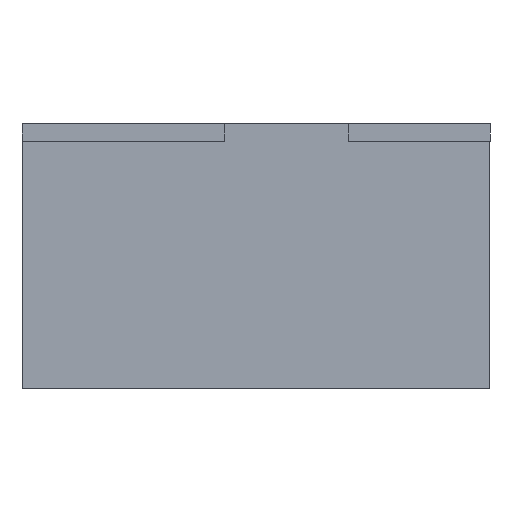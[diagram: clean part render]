
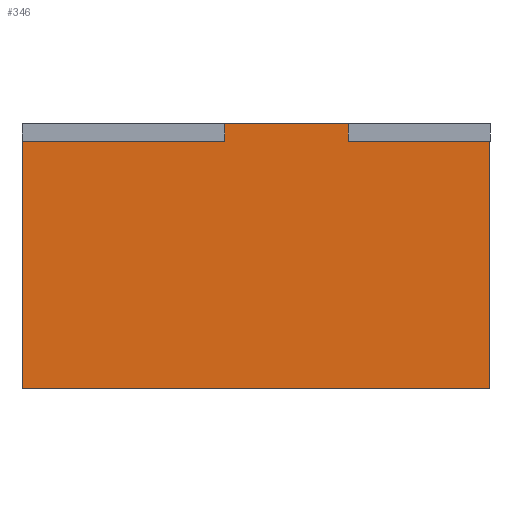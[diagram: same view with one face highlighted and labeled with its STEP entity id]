
A CAD part, front view. The second image highlights one B-rep face of the part: STEP entity #346.
In plain terms, the highlighted planar face has unit normal (0, -1, 0).
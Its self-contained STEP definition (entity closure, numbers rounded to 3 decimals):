
#20=FACE_OUTER_BOUND('',#38,.T.);
#38=EDGE_LOOP('',(#253,#254,#255,#256,#257,#258,#259,#260));
#60=LINE('',#500,#108);
#68=LINE('',#514,#116);
#70=LINE('',#518,#118);
#71=LINE('',#522,#119);
#72=LINE('',#523,#120);
#73=LINE('',#525,#121);
#74=LINE('',#527,#122);
#75=LINE('',#528,#123);
#108=VECTOR('',#408,10.);
#116=VECTOR('',#418,10.);
#118=VECTOR('',#422,10.);
#119=VECTOR('',#425,10.);
#120=VECTOR('',#426,10.);
#121=VECTOR('',#427,10.);
#122=VECTOR('',#428,10.);
#123=VECTOR('',#429,10.);
#155=VERTEX_POINT('',#497);
#156=VERTEX_POINT('',#499);
#161=VERTEX_POINT('',#512);
#162=VERTEX_POINT('',#516);
#163=VERTEX_POINT('',#520);
#164=VERTEX_POINT('',#521);
#165=VERTEX_POINT('',#524);
#166=VERTEX_POINT('',#526);
#188=EDGE_CURVE('',#155,#156,#60,.T.);
#196=EDGE_CURVE('',#161,#155,#68,.T.);
#198=EDGE_CURVE('',#162,#161,#70,.T.);
#199=EDGE_CURVE('',#163,#164,#71,.T.);
#200=EDGE_CURVE('',#156,#163,#72,.T.);
#201=EDGE_CURVE('',#165,#162,#73,.T.);
#202=EDGE_CURVE('',#166,#165,#74,.T.);
#203=EDGE_CURVE('',#164,#166,#75,.T.);
#253=ORIENTED_EDGE('',*,*,#199,.F.);
#254=ORIENTED_EDGE('',*,*,#200,.F.);
#255=ORIENTED_EDGE('',*,*,#188,.F.);
#256=ORIENTED_EDGE('',*,*,#196,.F.);
#257=ORIENTED_EDGE('',*,*,#198,.F.);
#258=ORIENTED_EDGE('',*,*,#201,.F.);
#259=ORIENTED_EDGE('',*,*,#202,.F.);
#260=ORIENTED_EDGE('',*,*,#203,.F.);
#328=PLANE('',#378);
#346=ADVANCED_FACE('',(#20),#328,.F.);
#378=AXIS2_PLACEMENT_3D('',#519,#423,#424);
#408=DIRECTION('',(0.,0.,-1.));
#418=DIRECTION('',(1.,0.,0.));
#422=DIRECTION('',(0.,0.,1.));
#423=DIRECTION('center_axis',(0.,1.,0.));
#424=DIRECTION('ref_axis',(0.,0.,1.));
#425=DIRECTION('',(0.,0.,-1.));
#426=DIRECTION('',(1.,0.,0.));
#427=DIRECTION('',(1.,0.,0.));
#428=DIRECTION('',(0.,0.,1.));
#429=DIRECTION('',(-1.,0.,0.));
#497=CARTESIAN_POINT('',(18.728,-8.441,0.));
#499=CARTESIAN_POINT('',(18.728,-8.441,-1.));
#500=CARTESIAN_POINT('',(18.728,-8.441,-1.));
#512=CARTESIAN_POINT('',(11.728,-8.441,0.));
#514=CARTESIAN_POINT('',(30.228,-8.441,0.));
#516=CARTESIAN_POINT('',(11.728,-8.441,-1.));
#518=CARTESIAN_POINT('',(11.728,-8.441,-1.));
#519=CARTESIAN_POINT('Origin',(40.228,-8.441,0.));
#520=CARTESIAN_POINT('',(26.749,-8.441,-1.));
#521=CARTESIAN_POINT('',(26.749,-8.441,-15.));
#522=CARTESIAN_POINT('',(26.749,-8.441,-0.5));
#523=CARTESIAN_POINT('',(20.228,-8.441,-1.));
#524=CARTESIAN_POINT('',(0.228,-8.441,-1.));
#525=CARTESIAN_POINT('',(20.228,-8.441,-1.));
#526=CARTESIAN_POINT('',(0.228,-8.441,-15.));
#527=CARTESIAN_POINT('',(0.228,-8.441,0.));
#528=CARTESIAN_POINT('',(30.228,-8.441,-15.));
